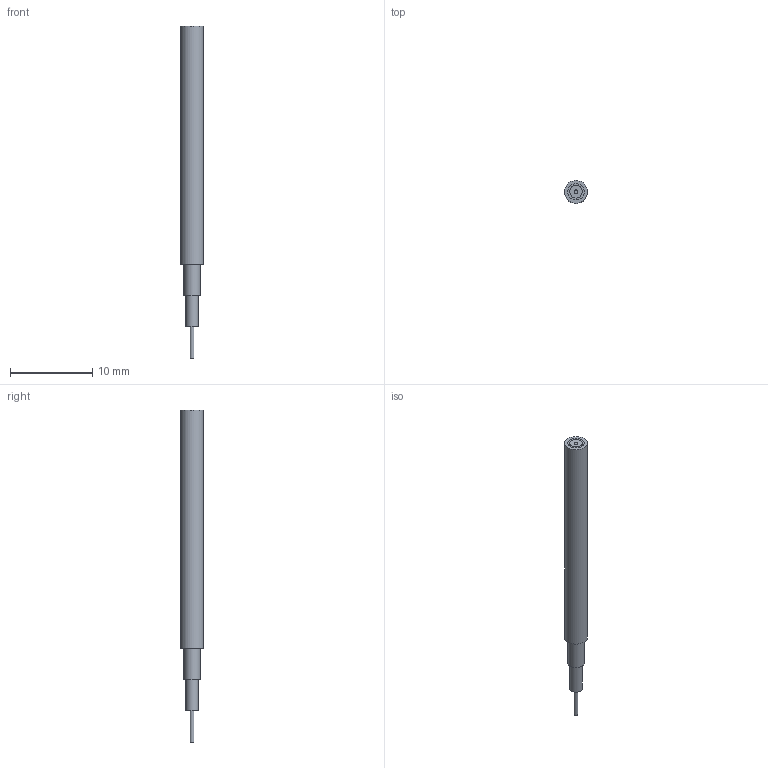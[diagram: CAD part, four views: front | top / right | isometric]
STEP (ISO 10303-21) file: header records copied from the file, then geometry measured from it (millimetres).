
FILE_DESCRIPTION (( 'STEP AP203' ), '1' );
FILE_NAME ('RG174A-U_3D.step', '2021-04-15T21:06:30', ( '' ), ( '' ), 'SwSTEP 2.0', 'SolidWorks 2020', '' );
FILE_SCHEMA (( 'CONFIG_CONTROL_DESIGN' ));
Length unit declared in the file: inch
Products named in the file (1): RG174A-U_3D
Bounding box: 2.79 x 2.79 x 40.39 mm (x, y, z)
Volume: 196.9 mm3; surface area: 1099.3 mm2
Topology: 4 solids, 4 shells, 15 faces, 24 edges, 17 vertices
Faces by surface type: plane 8, cylinder 7
Full cylindrical faces by diameter (mm): 0.483 x2, 1.524 x2, 1.981 x2, 2.794 x1
Entity records: 379 total; most frequent: DIRECTION 60, CARTESIAN_POINT 44, AXIS2_PLACEMENT_3D 30, ORIENTED_EDGE 28, EDGE_LOOP 28, FACE_OUTER_BOUND 22, ADVANCED_FACE 15, VERTEX_POINT 14
